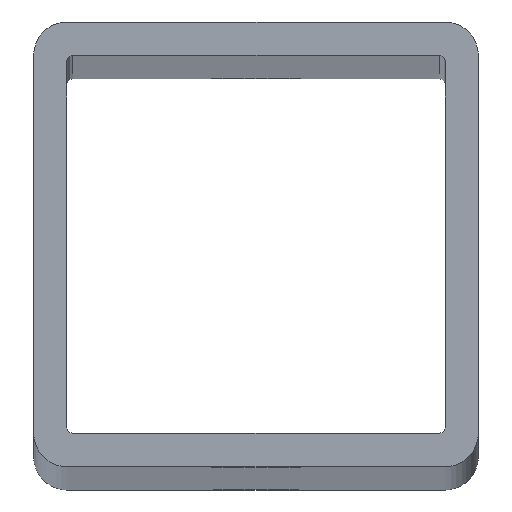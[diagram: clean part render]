
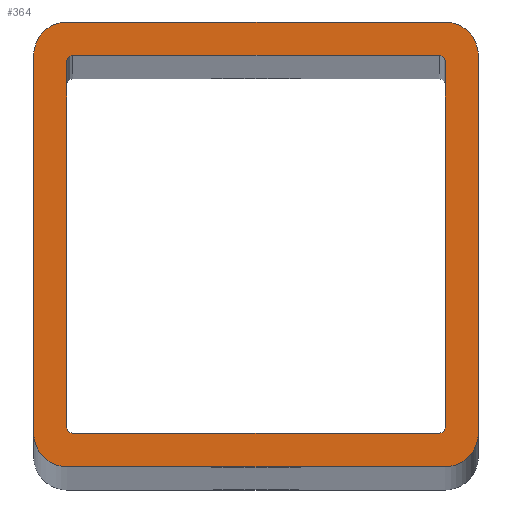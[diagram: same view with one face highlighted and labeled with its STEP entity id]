
A CAD part, top view. The second image highlights one B-rep face of the part: STEP entity #364.
In plain terms, the highlighted planar face has unit normal (0, 0, 1).
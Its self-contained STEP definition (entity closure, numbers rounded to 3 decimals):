
#10 = CARTESIAN_POINT ( 'NONE',  ( 16.5, 16.5, 1200. ) ) ;
#13 = DIRECTION ( 'NONE',  ( 0., 0., 1. ) ) ;
#14 = DIRECTION ( 'NONE',  ( -1., 0., 0. ) ) ;
#30 = DIRECTION ( 'NONE',  ( 1., 0., 0. ) ) ;
#38 = VECTOR ( 'NONE', #895, 1000. ) ;
#41 = DIRECTION ( 'NONE',  ( 1., 0., 0. ) ) ;
#47 = DIRECTION ( 'NONE',  ( 0., 0., 1. ) ) ;
#48 = EDGE_CURVE ( 'NONE', #598, #321, #204, .T. ) ;
#50 = DIRECTION ( 'NONE',  ( 0., 0., 1. ) ) ;
#55 = AXIS2_PLACEMENT_3D ( 'NONE', #70, #614, #617 ) ;
#59 = CARTESIAN_POINT ( 'NONE',  ( -16.5, -16.5, 1200. ) ) ;
#61 = CARTESIAN_POINT ( 'NONE',  ( 17., -20., 1200. ) ) ;
#63 = CIRCLE ( 'NONE', #785, 0.5 ) ;
#70 = CARTESIAN_POINT ( 'NONE',  ( 17., 17., 1200. ) ) ;
#71 = CARTESIAN_POINT ( 'NONE',  ( -17., 16.5, 1200. ) ) ;
#72 = EDGE_CURVE ( 'NONE', #266, #117, #465, .T. ) ;
#76 = ORIENTED_EDGE ( 'NONE', *, *, #48, .T. ) ;
#82 = CARTESIAN_POINT ( 'NONE',  ( 20., 17., 1200. ) ) ;
#84 = CARTESIAN_POINT ( 'NONE',  ( -20., 20., 1200. ) ) ;
#87 = CARTESIAN_POINT ( 'NONE',  ( -20., 20., 1200. ) ) ;
#95 = ORIENTED_EDGE ( 'NONE', *, *, #727, .T. ) ;
#99 = CARTESIAN_POINT ( 'NONE',  ( 17., -16.5, 1200. ) ) ;
#101 = LINE ( 'NONE', #87, #262 ) ;
#117 = VERTEX_POINT ( 'NONE', #840 ) ;
#118 = AXIS2_PLACEMENT_3D ( 'NONE', #817, #47, #592 ) ;
#125 = VECTOR ( 'NONE', #503, 1000. ) ;
#129 = ORIENTED_EDGE ( 'NONE', *, *, #440, .T. ) ;
#131 = LINE ( 'NONE', #709, #209 ) ;
#144 = CIRCLE ( 'NONE', #853, 3. ) ;
#145 = CARTESIAN_POINT ( 'NONE',  ( 20., -17., 1200. ) ) ;
#149 = ORIENTED_EDGE ( 'NONE', *, *, #72, .T. ) ;
#167 = FACE_BOUND ( 'NONE', #550, .T. ) ;
#177 = EDGE_CURVE ( 'NONE', #257, #704, #620, .T. ) ;
#190 = VECTOR ( 'NONE', #347, 1000. ) ;
#204 = CIRCLE ( 'NONE', #55, 3. ) ;
#209 = VECTOR ( 'NONE', #576, 1000. ) ;
#215 = VERTEX_POINT ( 'NONE', #645 ) ;
#219 = CARTESIAN_POINT ( 'NONE',  ( 16.5, -16.5, 1200. ) ) ;
#226 = EDGE_CURVE ( 'NONE', #373, #436, #369, .T. ) ;
#236 = EDGE_CURVE ( 'NONE', #580, #488, #424, .T. ) ;
#239 = DIRECTION ( 'NONE',  ( 1., 0., 0. ) ) ;
#241 = AXIS2_PLACEMENT_3D ( 'NONE', #374, #13, #239 ) ;
#245 = VERTEX_POINT ( 'NONE', #654 ) ;
#257 = VERTEX_POINT ( 'NONE', #313 ) ;
#262 = VECTOR ( 'NONE', #14, 1000. ) ;
#266 = VERTEX_POINT ( 'NONE', #99 ) ;
#268 = CARTESIAN_POINT ( 'NONE',  ( -17., -16.5, 1200. ) ) ;
#283 = AXIS2_PLACEMENT_3D ( 'NONE', #643, #504, #513 ) ;
#286 = VERTEX_POINT ( 'NONE', #651 ) ;
#287 = DIRECTION ( 'NONE',  ( 0., 0., -1. ) ) ;
#310 = CARTESIAN_POINT ( 'NONE',  ( -20., -20., 1200. ) ) ;
#313 = CARTESIAN_POINT ( 'NONE',  ( -20., 17., 1200. ) ) ;
#314 = EDGE_CURVE ( 'NONE', #215, #286, #691, .T. ) ;
#321 = VERTEX_POINT ( 'NONE', #887 ) ;
#325 = PLANE ( 'NONE',  #118 ) ;
#343 = EDGE_CURVE ( 'NONE', #436, #581, #144, .T. ) ;
#347 = DIRECTION ( 'NONE',  ( 0., 1., 0. ) ) ;
#348 = VECTOR ( 'NONE', #30, 1000. ) ;
#349 = DIRECTION ( 'NONE',  ( 0., 0., -1. ) ) ;
#350 = ORIENTED_EDGE ( 'NONE', *, *, #613, .T. ) ;
#351 = ORIENTED_EDGE ( 'NONE', *, *, #177, .T. ) ;
#352 = DIRECTION ( 'NONE',  ( 1., 0., 0. ) ) ;
#364 = ADVANCED_FACE ( 'NONE', ( #842, #167 ), #325, .T. ) ;
#369 = LINE ( 'NONE', #310, #348 ) ;
#371 = CARTESIAN_POINT ( 'NONE',  ( -20., -17., 1200. ) ) ;
#373 = VERTEX_POINT ( 'NONE', #891 ) ;
#374 = CARTESIAN_POINT ( 'NONE',  ( -17., -17., 1200. ) ) ;
#389 = EDGE_CURVE ( 'NONE', #580, #286, #519, .T. ) ;
#401 = CARTESIAN_POINT ( 'NONE',  ( 17., -17., 1200. ) ) ;
#406 = CARTESIAN_POINT ( 'NONE',  ( -16.5, 16.5, 1200. ) ) ;
#412 = ORIENTED_EDGE ( 'NONE', *, *, #236, .F. ) ;
#416 = DIRECTION ( 'NONE',  ( 0., 0., -1. ) ) ;
#424 = LINE ( 'NONE', #795, #760 ) ;
#436 = VERTEX_POINT ( 'NONE', #61 ) ;
#440 = EDGE_CURVE ( 'NONE', #554, #488, #561, .T. ) ;
#445 = ORIENTED_EDGE ( 'NONE', *, *, #653, .F. ) ;
#454 = ORIENTED_EDGE ( 'NONE', *, *, #343, .T. ) ;
#465 = CIRCLE ( 'NONE', #492, 0.5 ) ;
#470 = EDGE_CURVE ( 'NONE', #581, #598, #604, .T. ) ;
#488 = VERTEX_POINT ( 'NONE', #268 ) ;
#492 = AXIS2_PLACEMENT_3D ( 'NONE', #219, #349, #769 ) ;
#496 = DIRECTION ( 'NONE',  ( 1., 0., 0. ) ) ;
#503 = DIRECTION ( 'NONE',  ( 0., -1., 0. ) ) ;
#504 = DIRECTION ( 'NONE',  ( 0., 0., 1. ) ) ;
#513 = DIRECTION ( 'NONE',  ( 1., 0., 0. ) ) ;
#519 = CIRCLE ( 'NONE', #901, 0.5 ) ;
#532 = CARTESIAN_POINT ( 'NONE',  ( -20., 17., 1200. ) ) ;
#542 = DIRECTION ( 'NONE',  ( 1., 0., 0. ) ) ;
#548 = CARTESIAN_POINT ( 'NONE',  ( 20., 20., 1200. ) ) ;
#550 = EDGE_LOOP ( 'NONE', ( #552, #350, #608, #149, #445, #129, #412, #870 ) ) ;
#552 = ORIENTED_EDGE ( 'NONE', *, *, #314, .F. ) ;
#554 = VERTEX_POINT ( 'NONE', #630 ) ;
#561 = CIRCLE ( 'NONE', #668, 0.5 ) ;
#573 = ORIENTED_EDGE ( 'NONE', *, *, #678, .T. ) ;
#576 = DIRECTION ( 'NONE',  ( 0., 1., 0. ) ) ;
#580 = VERTEX_POINT ( 'NONE', #71 ) ;
#581 = VERTEX_POINT ( 'NONE', #145 ) ;
#592 = DIRECTION ( 'NONE',  ( 1., 0., 0. ) ) ;
#595 = CIRCLE ( 'NONE', #283, 3. ) ;
#598 = VERTEX_POINT ( 'NONE', #82 ) ;
#604 = LINE ( 'NONE', #548, #190 ) ;
#608 = ORIENTED_EDGE ( 'NONE', *, *, #705, .F. ) ;
#613 = EDGE_CURVE ( 'NONE', #215, #883, #63, .T. ) ;
#614 = DIRECTION ( 'NONE',  ( 0., 0., 1. ) ) ;
#617 = DIRECTION ( 'NONE',  ( 1., 0., 0. ) ) ;
#620 = LINE ( 'NONE', #84, #125 ) ;
#630 = CARTESIAN_POINT ( 'NONE',  ( -16.5, -17., 1200. ) ) ;
#632 = LINE ( 'NONE', #697, #888 ) ;
#643 = CARTESIAN_POINT ( 'NONE',  ( -17., 17., 1200. ) ) ;
#645 = CARTESIAN_POINT ( 'NONE',  ( 16.5, 17., 1200. ) ) ;
#651 = CARTESIAN_POINT ( 'NONE',  ( -16.5, 17., 1200. ) ) ;
#653 = EDGE_CURVE ( 'NONE', #554, #117, #632, .T. ) ;
#654 = CARTESIAN_POINT ( 'NONE',  ( -17., 20., 1200. ) ) ;
#668 = AXIS2_PLACEMENT_3D ( 'NONE', #59, #416, #690 ) ;
#675 = ORIENTED_EDGE ( 'NONE', *, *, #470, .T. ) ;
#678 = EDGE_CURVE ( 'NONE', #704, #373, #701, .T. ) ;
#684 = DIRECTION ( 'NONE',  ( 0., 0., -1. ) ) ;
#690 = DIRECTION ( 'NONE',  ( 1., 0., 0. ) ) ;
#691 = LINE ( 'NONE', #532, #38 ) ;
#695 = EDGE_LOOP ( 'NONE', ( #801, #454, #675, #76, #788, #95, #351, #573 ) ) ;
#697 = CARTESIAN_POINT ( 'NONE',  ( -20., -17., 1200. ) ) ;
#701 = CIRCLE ( 'NONE', #241, 3. ) ;
#704 = VERTEX_POINT ( 'NONE', #371 ) ;
#705 = EDGE_CURVE ( 'NONE', #266, #883, #131, .T. ) ;
#709 = CARTESIAN_POINT ( 'NONE',  ( 17., 20., 1200. ) ) ;
#727 = EDGE_CURVE ( 'NONE', #245, #257, #595, .T. ) ;
#760 = VECTOR ( 'NONE', #872, 1000. ) ;
#765 = EDGE_CURVE ( 'NONE', #321, #245, #101, .T. ) ;
#769 = DIRECTION ( 'NONE',  ( 1., 0., 0. ) ) ;
#785 = AXIS2_PLACEMENT_3D ( 'NONE', #10, #287, #496 ) ;
#788 = ORIENTED_EDGE ( 'NONE', *, *, #765, .T. ) ;
#795 = CARTESIAN_POINT ( 'NONE',  ( -17., 20., 1200. ) ) ;
#801 = ORIENTED_EDGE ( 'NONE', *, *, #226, .T. ) ;
#812 = CARTESIAN_POINT ( 'NONE',  ( 17., 16.5, 1200. ) ) ;
#817 = CARTESIAN_POINT ( 'NONE',  ( 0., 0., 1200. ) ) ;
#840 = CARTESIAN_POINT ( 'NONE',  ( 16.5, -17., 1200. ) ) ;
#842 = FACE_OUTER_BOUND ( 'NONE', #695, .T. ) ;
#853 = AXIS2_PLACEMENT_3D ( 'NONE', #401, #50, #41 ) ;
#870 = ORIENTED_EDGE ( 'NONE', *, *, #389, .T. ) ;
#872 = DIRECTION ( 'NONE',  ( 0., -1., 0. ) ) ;
#883 = VERTEX_POINT ( 'NONE', #812 ) ;
#887 = CARTESIAN_POINT ( 'NONE',  ( 17., 20., 1200. ) ) ;
#888 = VECTOR ( 'NONE', #352, 1000. ) ;
#891 = CARTESIAN_POINT ( 'NONE',  ( -17., -20., 1200. ) ) ;
#895 = DIRECTION ( 'NONE',  ( -1., 0., 0. ) ) ;
#901 = AXIS2_PLACEMENT_3D ( 'NONE', #406, #684, #542 ) ;
